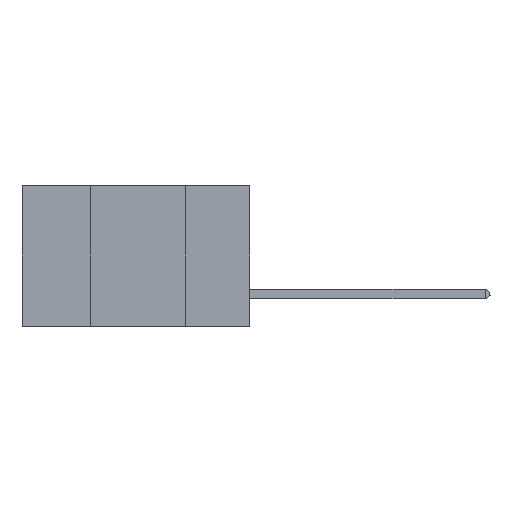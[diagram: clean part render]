
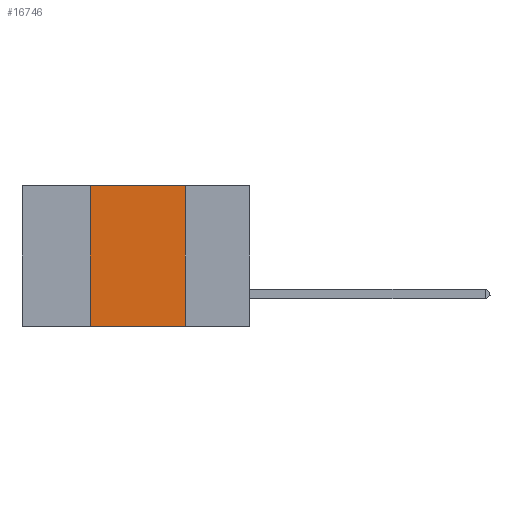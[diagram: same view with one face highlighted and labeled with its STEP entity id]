
A CAD part, left-side view. The second image highlights one B-rep face of the part: STEP entity #16746.
In plain terms, the highlighted planar face has unit normal (-1, 0, 0).
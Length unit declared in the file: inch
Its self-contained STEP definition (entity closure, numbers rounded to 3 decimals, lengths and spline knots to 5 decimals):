
#1368 = LINE ( 'NONE', #6709, #14735 ) ;
#1624 = VERTEX_POINT ( 'NONE', #19355 ) ;
#2226 = CARTESIAN_POINT ( 'NONE',  ( 0., 0.42, 0. ) ) ;
#3423 = CARTESIAN_POINT ( 'NONE',  ( 0., 0.6, 0. ) ) ;
#3824 = DIRECTION ( 'NONE',  ( 0., 0., -1. ) ) ;
#4192 = VECTOR ( 'NONE', #9453, 39.37008 ) ;
#4707 = AXIS2_PLACEMENT_3D ( 'NONE', #8583, #13274, #10210 ) ;
#4996 = VERTEX_POINT ( 'NONE', #17120 ) ;
#5065 = DIRECTION ( 'NONE',  ( 0., -1., 0. ) ) ;
#5615 = EDGE_CURVE ( 'NONE', #1624, #4996, #13075, .T. ) ;
#6565 = VECTOR ( 'NONE', #8244, 39.37008 ) ;
#6709 = CARTESIAN_POINT ( 'NONE',  ( 0., 0.6, -0.37 ) ) ;
#6786 = CARTESIAN_POINT ( 'NONE',  ( 0., 0.17, 0. ) ) ;
#7294 = PLANE ( 'NONE',  #4707 ) ;
#7871 = CARTESIAN_POINT ( 'NONE',  ( 0., 0.17, -0.37 ) ) ;
#8196 = FACE_OUTER_BOUND ( 'NONE', #8518, .T. ) ;
#8244 = DIRECTION ( 'NONE',  ( 0., 0., 1. ) ) ;
#8291 = EDGE_CURVE ( 'NONE', #4996, #12629, #9770, .T. ) ;
#8518 = EDGE_LOOP ( 'NONE', ( #12738, #19350, #10977, #14168 ) ) ;
#8583 = CARTESIAN_POINT ( 'NONE',  ( 0., 0.6, 0. ) ) ;
#8908 = LINE ( 'NONE', #2226, #6565 ) ;
#9453 = DIRECTION ( 'NONE',  ( 0., -1., 0. ) ) ;
#9770 = LINE ( 'NONE', #6786, #13962 ) ;
#10210 = DIRECTION ( 'NONE',  ( 0., 0., -1. ) ) ;
#10977 = ORIENTED_EDGE ( 'NONE', *, *, #17176, .F. ) ;
#12629 = VERTEX_POINT ( 'NONE', #7871 ) ;
#12738 = ORIENTED_EDGE ( 'NONE', *, *, #8291, .F. ) ;
#12768 = EDGE_CURVE ( 'NONE', #18358, #12629, #1368, .T. ) ;
#13075 = LINE ( 'NONE', #3423, #4192 ) ;
#13274 = DIRECTION ( 'NONE',  ( 1., 0., 0. ) ) ;
#13962 = VECTOR ( 'NONE', #3824, 39.37008 ) ;
#14168 = ORIENTED_EDGE ( 'NONE', *, *, #12768, .T. ) ;
#14735 = VECTOR ( 'NONE', #5065, 39.37008 ) ;
#16746 = ADVANCED_FACE ( 'NONE', ( #8196 ), #7294, .F. ) ;
#17120 = CARTESIAN_POINT ( 'NONE',  ( 0., 0.17, 0. ) ) ;
#17176 = EDGE_CURVE ( 'NONE', #18358, #1624, #8908, .T. ) ;
#18358 = VERTEX_POINT ( 'NONE', #18757 ) ;
#18757 = CARTESIAN_POINT ( 'NONE',  ( 0., 0.42, -0.37 ) ) ;
#19350 = ORIENTED_EDGE ( 'NONE', *, *, #5615, .F. ) ;
#19355 = CARTESIAN_POINT ( 'NONE',  ( 0., 0.42, 0. ) ) ;
